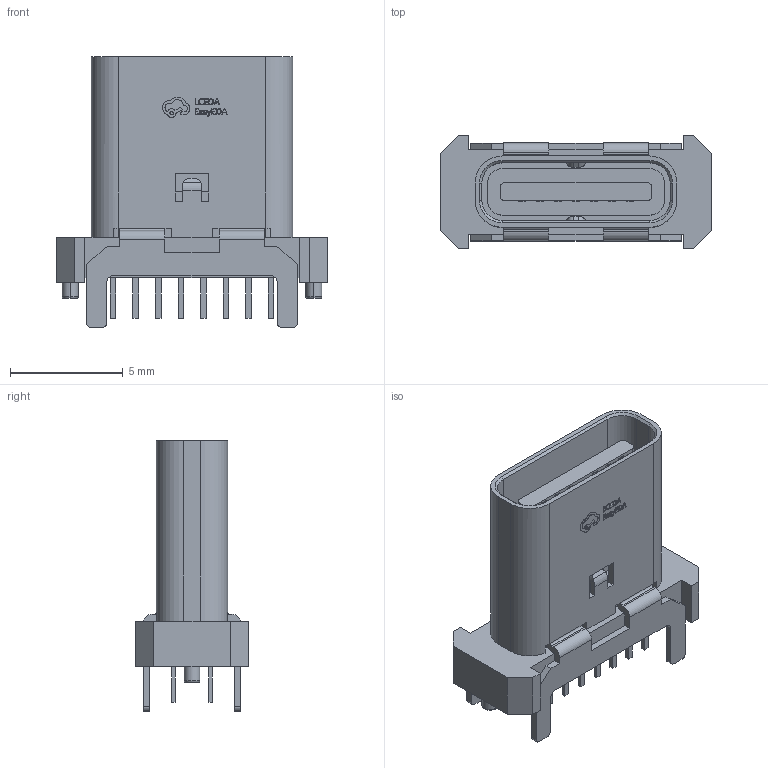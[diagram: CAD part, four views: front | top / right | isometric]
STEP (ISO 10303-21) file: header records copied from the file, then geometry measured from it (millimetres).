
FILE_DESCRIPTION (( 'STEP AP214' ), '1' );
FILE_NAME ('USB-TYPE-C-TH_TYPEC-300D-BCP16H100.STEP', '2023-08-04T06:33:05', ( '' ), ( '' ), 'SwSTEP 2.0', 'SolidWorks 2020', '' );
FILE_SCHEMA (( 'AUTOMOTIVE_DESIGN' ));
Length unit declared in the file: millimetre
Products named in the file (1): USB-TYPE-C-TH_TYPEC-300D-BCP16H100
Bounding box: 12 x 5 x 12 mm (x, y, z)
Volume: 228.4 mm3; surface area: 623.6 mm2
Topology: 3 solids, 3 shells, 566 faces, 1543 edges, 1014 vertices
Faces by surface type: plane 404, bspline 98, cylinder 56, torus 4, cone 4
Entity records: 24489 total; most frequent: CARTESIAN_POINT 4454, ORIENTED_EDGE 3086, DIRECTION 2405, EDGE_CURVE 1543, VECTOR 1203, LINE 1203, VERTEX_POINT 1014, EDGE_LOOP 609
